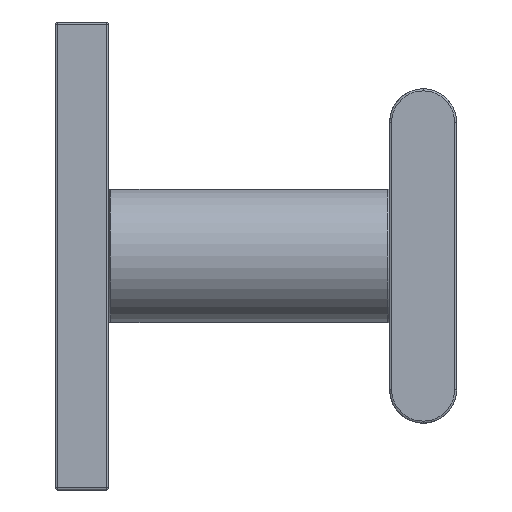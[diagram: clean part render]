
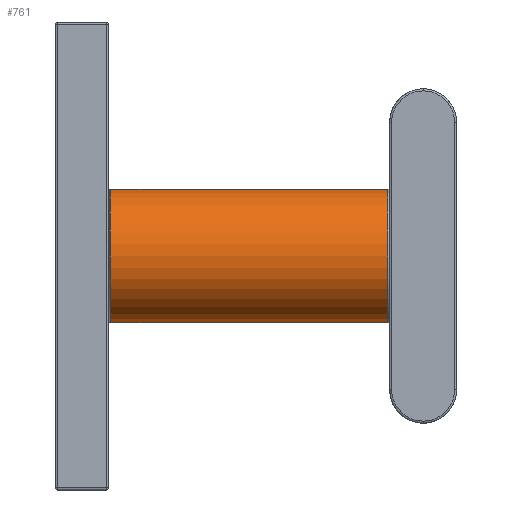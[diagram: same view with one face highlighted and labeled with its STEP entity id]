
A CAD part, left-side view. The second image highlights one B-rep face of the part: STEP entity #761.
In plain terms, the highlighted cylindrical face has radius 10 mm (diameter 20 mm), a full revolution.
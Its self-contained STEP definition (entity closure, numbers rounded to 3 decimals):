
#271=ORIENTED_EDGE('',*,*,#424,.T.);
#272=ORIENTED_EDGE('',*,*,#425,.T.);
#424=EDGE_CURVE('',#509,#509,#546,.T.);
#425=EDGE_CURVE('',#510,#510,#547,.F.);
#509=VERTEX_POINT('',#1632);
#510=VERTEX_POINT('',#1634);
#546=CIRCLE('',#871,10.);
#547=CIRCLE('',#872,10.);
#610=EDGE_LOOP('',(#271));
#611=EDGE_LOOP('',(#272));
#680=FACE_BOUND('',#610,.T.);
#681=FACE_BOUND('',#611,.T.);
#720=CYLINDRICAL_SURFACE('',#870,10.);
#761=ADVANCED_FACE('',(#680,#681),#720,.T.);
#870=AXIS2_PLACEMENT_3D('',#1630,#995,#996);
#871=AXIS2_PLACEMENT_3D('',#1631,#997,#998);
#872=AXIS2_PLACEMENT_3D('',#1633,#999,#1000);
#995=DIRECTION('',(0.,-1.,0.));
#996=DIRECTION('',(-1.,0.,0.));
#997=DIRECTION('',(0.,1.,0.));
#998=DIRECTION('',(-1.,0.,0.));
#999=DIRECTION('',(0.,1.,0.));
#1000=DIRECTION('',(-1.,0.,0.));
#1630=CARTESIAN_POINT('',(254.208,24.816,74.234));
#1631=CARTESIAN_POINT('',(254.208,-18.934,74.234));
#1632=CARTESIAN_POINT('',(244.208,-18.934,74.234));
#1633=CARTESIAN_POINT('',(254.208,22.466,74.234));
#1634=CARTESIAN_POINT('',(244.208,22.466,74.234));
